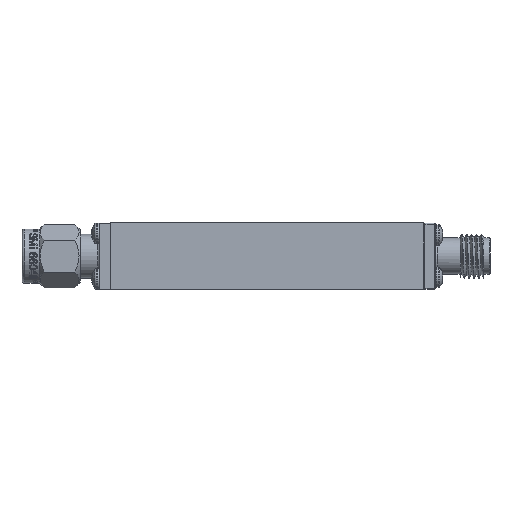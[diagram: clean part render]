
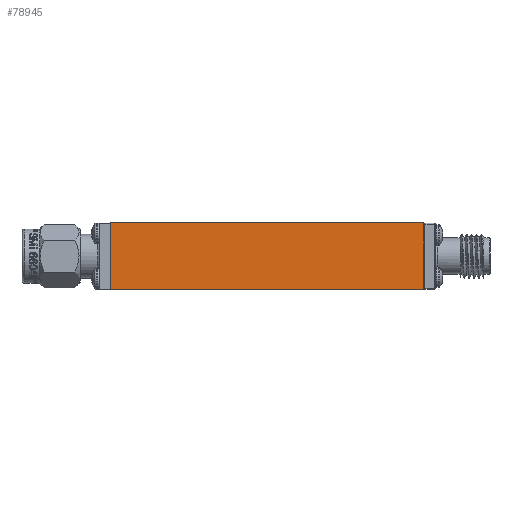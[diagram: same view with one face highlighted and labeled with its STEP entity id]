
A CAD part, front view. The second image highlights one B-rep face of the part: STEP entity #78945.
In plain terms, the highlighted planar face has unit normal (0, -1, 0).
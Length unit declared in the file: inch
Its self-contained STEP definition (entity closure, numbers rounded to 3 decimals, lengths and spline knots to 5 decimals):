
#1139 = ORIENTED_EDGE ( 'NONE', *, *, #4419, .T. ) ;
#1929 = ORIENTED_EDGE ( 'NONE', *, *, #24963, .F. ) ;
#4419 = EDGE_CURVE ( 'NONE', #40735, #25255, #23200, .T. ) ;
#7458 = CARTESIAN_POINT ( 'NONE',  ( -0.49663, 0.18755, 0.30911 ) ) ;
#10106 = DIRECTION ( 'NONE',  ( 0., 0., -1. ) ) ;
#15494 = DIRECTION ( 'NONE',  ( 1., 0., 0. ) ) ;
#16357 = PLANE ( 'NONE',  #57103 ) ;
#17681 = CARTESIAN_POINT ( 'NONE',  ( -0.49663, 0.18755, 0.30911 ) ) ;
#17866 = DIRECTION ( 'NONE',  ( 0., 0., 1. ) ) ;
#18716 = EDGE_LOOP ( 'NONE', ( #78530, #1929, #41147, #1139 ) ) ;
#21118 = CARTESIAN_POINT ( 'NONE',  ( 1.28337, 0.18755, 0.30911 ) ) ;
#23196 = VERTEX_POINT ( 'NONE', #60399 ) ;
#23200 = LINE ( 'NONE', #35807, #32872 ) ;
#24963 = EDGE_CURVE ( 'NONE', #33362, #23196, #79449, .T. ) ;
#25255 = VERTEX_POINT ( 'NONE', #29052 ) ;
#25830 = VECTOR ( 'NONE', #17866, 39.37008 ) ;
#26302 = VECTOR ( 'NONE', #15494, 39.37008 ) ;
#29052 = CARTESIAN_POINT ( 'NONE',  ( 1.28337, 0.18755, 0.68911 ) ) ;
#32872 = VECTOR ( 'NONE', #69949, 39.37008 ) ;
#33362 = VERTEX_POINT ( 'NONE', #17681 ) ;
#35807 = CARTESIAN_POINT ( 'NONE',  ( 1.28337, 0.18755, 0.30911 ) ) ;
#37552 = DIRECTION ( 'NONE',  ( 0., -1., 0. ) ) ;
#40735 = VERTEX_POINT ( 'NONE', #21118 ) ;
#41147 = ORIENTED_EDGE ( 'NONE', *, *, #75779, .T. ) ;
#43356 = VECTOR ( 'NONE', #79884, 39.37008 ) ;
#45343 = LINE ( 'NONE', #51618, #43356 ) ;
#51618 = CARTESIAN_POINT ( 'NONE',  ( -0.49663, 0.18755, 0.68911 ) ) ;
#52075 = CARTESIAN_POINT ( 'NONE',  ( -0.49663, 0.18755, 0.30911 ) ) ;
#56462 = LINE ( 'NONE', #7458, #26302 ) ;
#57103 = AXIS2_PLACEMENT_3D ( 'NONE', #71698, #37552, #10106 ) ;
#58133 = EDGE_CURVE ( 'NONE', #23196, #25255, #45343, .T. ) ;
#60399 = CARTESIAN_POINT ( 'NONE',  ( -0.49663, 0.18755, 0.68911 ) ) ;
#64463 = FACE_OUTER_BOUND ( 'NONE', #18716, .T. ) ;
#69949 = DIRECTION ( 'NONE',  ( 0., 0., 1. ) ) ;
#71698 = CARTESIAN_POINT ( 'NONE',  ( -0.49663, 0.18755, 0.30911 ) ) ;
#75779 = EDGE_CURVE ( 'NONE', #33362, #40735, #56462, .T. ) ;
#78530 = ORIENTED_EDGE ( 'NONE', *, *, #58133, .F. ) ;
#78945 = ADVANCED_FACE ( 'NONE', ( #64463 ), #16357, .T. ) ;
#79449 = LINE ( 'NONE', #52075, #25830 ) ;
#79884 = DIRECTION ( 'NONE',  ( 1., 0., 0. ) ) ;
